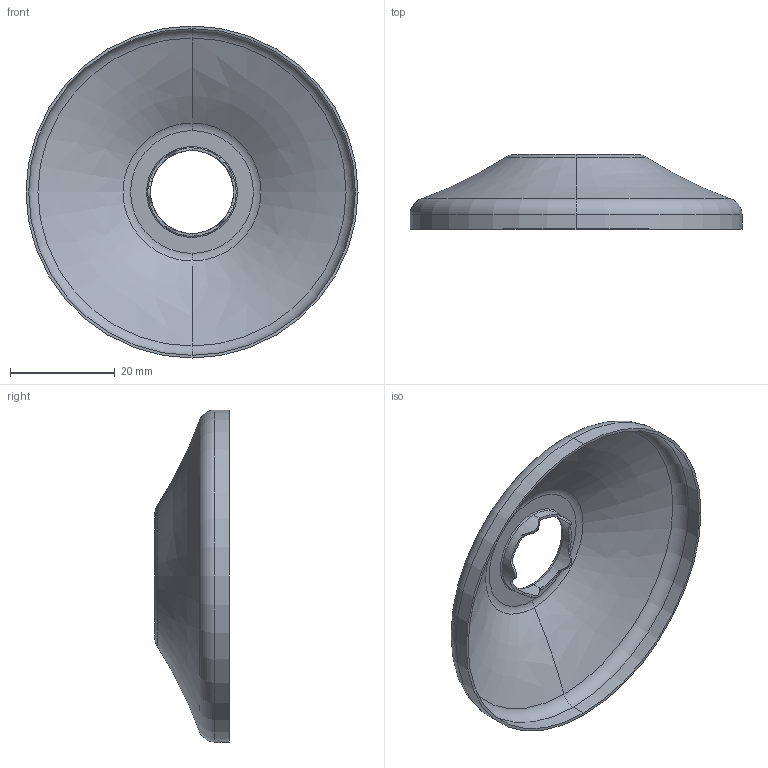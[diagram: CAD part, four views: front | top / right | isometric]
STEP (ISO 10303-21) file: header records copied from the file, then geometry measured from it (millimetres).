
FILE_DESCRIPTION((''),'2;1');
FILE_NAME('441_ASM','2021-06-16T11:05:13',('NSantos'),(''),'CREO PARAMETRIC BY PTC INC, 2018500','CREO PARAMETRIC BY PTC INC, 2018500','');
FILE_SCHEMA(('CONFIG_CONTROL_DESIGN'));
Length unit declared in the file: inch
Products named in the file (2): 50851; 441_ASM
Assembly tree (1 placements, depth 2):
  441_ASM
    50851
Bounding box: 63.5 x 14.29 x 63.5 mm (x, y, z)
Volume: 2113.5 mm3; surface area: 12199.1 mm2
Topology: 1 solids, 2 shells, 63 faces, 160 edges, 100 vertices
Faces by surface type: cylinder 25, plane 18, torus 14, bspline 6
Entity records: 2217 total; most frequent: CARTESIAN_POINT 686, ORIENTED_EDGE 316, DIRECTION 300, EDGE_CURVE 160, AXIS2_PLACEMENT_3D 130, VERTEX_POINT 100, CIRCLE 68, EDGE_LOOP 66
